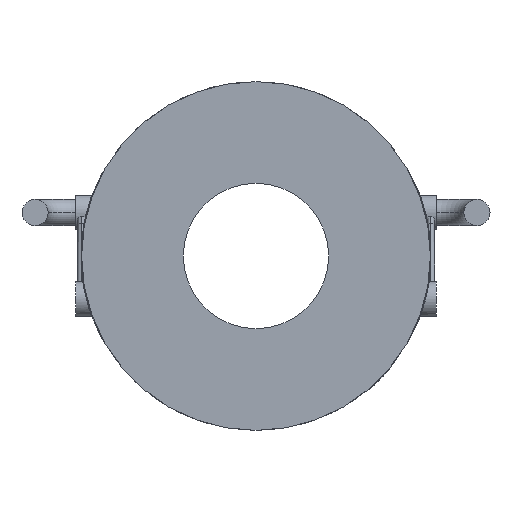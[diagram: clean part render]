
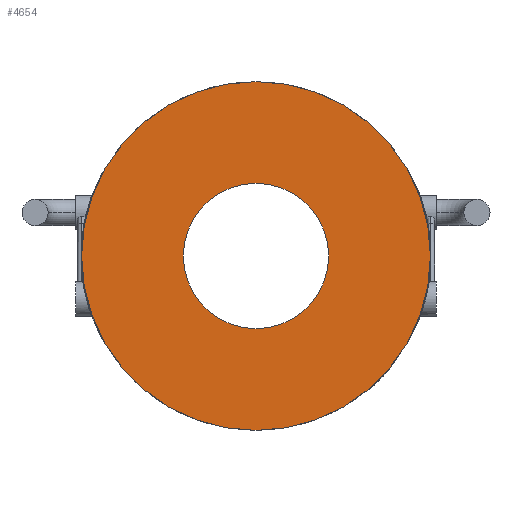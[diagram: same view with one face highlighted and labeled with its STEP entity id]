
A CAD part, front view. The second image highlights one B-rep face of the part: STEP entity #4654.
In plain terms, the highlighted planar face has unit normal (0, -1, 0).
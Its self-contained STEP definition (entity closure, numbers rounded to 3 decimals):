
#226 = CIRCLE ( 'NONE', #2131, 3. ) ;
#549 = EDGE_CURVE ( 'NONE', #5025, #4623, #226, .T. ) ;
#605 = CARTESIAN_POINT ( 'NONE',  ( 0., -0.501, 0. ) ) ;
#651 = VERTEX_POINT ( 'NONE', #2721 ) ;
#898 = CARTESIAN_POINT ( 'NONE',  ( 0., -0.501, 0. ) ) ;
#1067 = EDGE_LOOP ( 'NONE', ( #5603, #4809 ) ) ;
#1229 = CARTESIAN_POINT ( 'NONE',  ( 0., -0.501, 1.25 ) ) ;
#1272 = ORIENTED_EDGE ( 'NONE', *, *, #549, .F. ) ;
#1527 = CIRCLE ( 'NONE', #4518, 3. ) ;
#1689 = CIRCLE ( 'NONE', #5383, 1.25 ) ;
#2024 = DIRECTION ( 'NONE',  ( 0., 1., 0. ) ) ;
#2131 = AXIS2_PLACEMENT_3D ( 'NONE', #3666, #2024, #3713 ) ;
#2574 = CARTESIAN_POINT ( 'NONE',  ( 0., -0.501, 0. ) ) ;
#2721 = CARTESIAN_POINT ( 'NONE',  ( 0., -0.501, -1.25 ) ) ;
#3032 = EDGE_CURVE ( 'NONE', #4623, #5025, #1527, .T. ) ;
#3666 = CARTESIAN_POINT ( 'NONE',  ( 0., -0.501, 0. ) ) ;
#3700 = DIRECTION ( 'NONE',  ( 0., 0., 1. ) ) ;
#3713 = DIRECTION ( 'NONE',  ( 0., 0., 1. ) ) ;
#3716 = EDGE_LOOP ( 'NONE', ( #1272, #7056 ) ) ;
#3803 = EDGE_CURVE ( 'NONE', #5081, #651, #1689, .T. ) ;
#3980 = CARTESIAN_POINT ( 'NONE',  ( 0., -0.501, 3. ) ) ;
#4241 = DIRECTION ( 'NONE',  ( 0., 1., 0. ) ) ;
#4518 = AXIS2_PLACEMENT_3D ( 'NONE', #898, #5917, #3700 ) ;
#4558 = DIRECTION ( 'NONE',  ( 0., 1., 0. ) ) ;
#4623 = VERTEX_POINT ( 'NONE', #6045 ) ;
#4654 = ADVANCED_FACE ( 'NONE', ( #7243, #5728 ), #6641, .F. ) ;
#4697 = AXIS2_PLACEMENT_3D ( 'NONE', #2574, #4241, #6547 ) ;
#4698 = DIRECTION ( 'NONE',  ( 0., 0., 1. ) ) ;
#4738 = DIRECTION ( 'NONE',  ( 0., 0., 1. ) ) ;
#4809 = ORIENTED_EDGE ( 'NONE', *, *, #7284, .T. ) ;
#5025 = VERTEX_POINT ( 'NONE', #3980 ) ;
#5066 = CIRCLE ( 'NONE', #4697, 1.25 ) ;
#5081 = VERTEX_POINT ( 'NONE', #1229 ) ;
#5383 = AXIS2_PLACEMENT_3D ( 'NONE', #605, #4558, #4698 ) ;
#5603 = ORIENTED_EDGE ( 'NONE', *, *, #3803, .T. ) ;
#5728 = FACE_OUTER_BOUND ( 'NONE', #3716, .T. ) ;
#5917 = DIRECTION ( 'NONE',  ( 0., 1., 0. ) ) ;
#6045 = CARTESIAN_POINT ( 'NONE',  ( 0., -0.501, -3. ) ) ;
#6465 = CARTESIAN_POINT ( 'NONE',  ( 0., -0.501, 0. ) ) ;
#6547 = DIRECTION ( 'NONE',  ( 0., 0., 1. ) ) ;
#6641 = PLANE ( 'NONE',  #7070 ) ;
#7027 = DIRECTION ( 'NONE',  ( 0., 1., 0. ) ) ;
#7056 = ORIENTED_EDGE ( 'NONE', *, *, #3032, .F. ) ;
#7070 = AXIS2_PLACEMENT_3D ( 'NONE', #6465, #7027, #4738 ) ;
#7243 = FACE_BOUND ( 'NONE', #1067, .T. ) ;
#7284 = EDGE_CURVE ( 'NONE', #651, #5081, #5066, .T. ) ;
